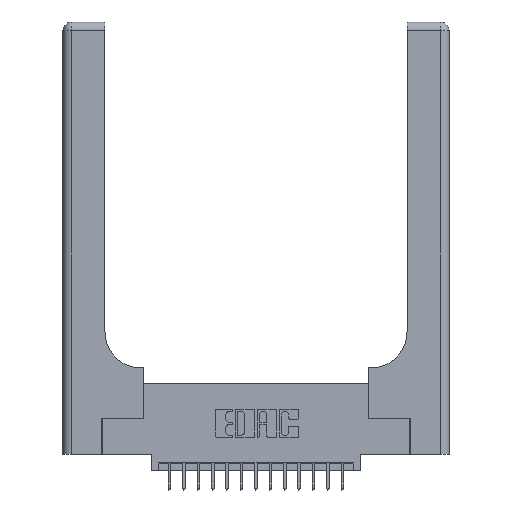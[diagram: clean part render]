
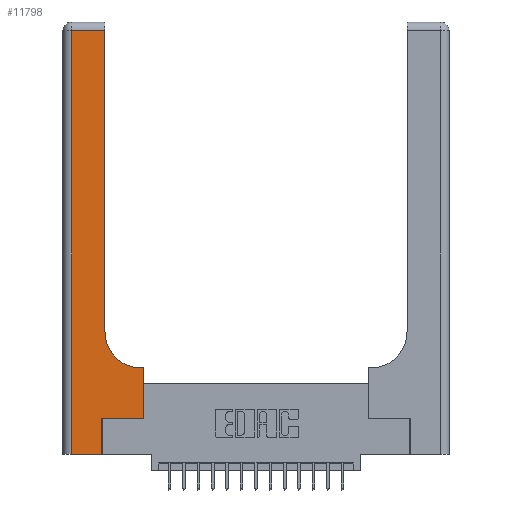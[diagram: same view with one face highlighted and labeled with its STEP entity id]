
A CAD part, top view. The second image highlights one B-rep face of the part: STEP entity #11798.
In plain terms, the highlighted planar face has unit normal (0, 0, 1).
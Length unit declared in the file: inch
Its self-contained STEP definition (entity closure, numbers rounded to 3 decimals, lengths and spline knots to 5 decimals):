
#95 = EDGE_CURVE ( 'NONE', #14000, #17334, #3571, .T. ) ;
#306 = AXIS2_PLACEMENT_3D ( 'NONE', #7346, #6179, #10407 ) ;
#480 = LINE ( 'NONE', #11058, #17532 ) ;
#494 = EDGE_CURVE ( 'NONE', #11610, #12308, #11233, .T. ) ;
#685 = EDGE_CURVE ( 'NONE', #2143, #11610, #12991, .T. ) ;
#869 = CARTESIAN_POINT ( 'NONE',  ( 0.5585, 0.6, 0.37 ) ) ;
#1650 = LINE ( 'NONE', #5819, #13346 ) ;
#2143 = VERTEX_POINT ( 'NONE', #5827 ) ;
#3396 = ORIENTED_EDGE ( 'NONE', *, *, #685, .T. ) ;
#3571 = CIRCLE ( 'NONE', #6101, 0.25 ) ;
#3759 = EDGE_CURVE ( 'NONE', #12308, #14000, #14873, .T. ) ;
#3958 = CARTESIAN_POINT ( 'NONE',  ( 0.06, 0., 0.37 ) ) ;
#4064 = ORIENTED_EDGE ( 'NONE', *, *, #3759, .T. ) ;
#4234 = CARTESIAN_POINT ( 'NONE',  ( 0.2915, 0.85, 0.37 ) ) ;
#4421 = FACE_OUTER_BOUND ( 'NONE', #11046, .T. ) ;
#4453 = VERTEX_POINT ( 'NONE', #18620 ) ;
#4955 = VECTOR ( 'NONE', #19021, 39.37008 ) ;
#4969 = EDGE_CURVE ( 'NONE', #18549, #18887, #480, .T. ) ;
#5345 = LINE ( 'NONE', #13388, #4955 ) ;
#5703 = EDGE_CURVE ( 'NONE', #17334, #8971, #10078, .T. ) ;
#5819 = CARTESIAN_POINT ( 'NONE',  ( 0.269, 0., 0.37 ) ) ;
#5827 = CARTESIAN_POINT ( 'NONE',  ( 0.269, 0.25, 0.37 ) ) ;
#5991 = PLANE ( 'NONE',  #306 ) ;
#6101 = AXIS2_PLACEMENT_3D ( 'NONE', #16407, #13639, #18083 ) ;
#6179 = DIRECTION ( 'NONE',  ( 0., 0., -1. ) ) ;
#6684 = ORIENTED_EDGE ( 'NONE', *, *, #95, .T. ) ;
#7346 = CARTESIAN_POINT ( 'NONE',  ( 0., 3., 0.37 ) ) ;
#7775 = CARTESIAN_POINT ( 'NONE',  ( 0., 2.94, 0.37 ) ) ;
#8132 = ORIENTED_EDGE ( 'NONE', *, *, #14480, .T. ) ;
#8444 = ORIENTED_EDGE ( 'NONE', *, *, #18685, .T. ) ;
#8942 = DIRECTION ( 'NONE',  ( 0., 1., 0. ) ) ;
#8971 = VERTEX_POINT ( 'NONE', #18999 ) ;
#9338 = VECTOR ( 'NONE', #11750, 39.37008 ) ;
#10078 = LINE ( 'NONE', #16007, #9338 ) ;
#10362 = CARTESIAN_POINT ( 'NONE',  ( 0.5415, 0.6, 0.37 ) ) ;
#10407 = DIRECTION ( 'NONE',  ( -1., 0., 0. ) ) ;
#11046 = EDGE_LOOP ( 'NONE', ( #13656, #8444, #17084, #16315, #8132, #3396, #12950, #4064, #6684 ) ) ;
#11058 = CARTESIAN_POINT ( 'NONE',  ( 0., 0., 0.37 ) ) ;
#11233 = LINE ( 'NONE', #17258, #16500 ) ;
#11307 = CARTESIAN_POINT ( 'NONE',  ( 0.5585, 0.25, 0.37 ) ) ;
#11610 = VERTEX_POINT ( 'NONE', #11307 ) ;
#11750 = DIRECTION ( 'NONE',  ( 0., 1., 0. ) ) ;
#11798 = ADVANCED_FACE ( 'NONE', ( #4421 ), #5991, .F. ) ;
#11883 = CARTESIAN_POINT ( 'NONE',  ( 0.269, 0.25, 0.37 ) ) ;
#12308 = VERTEX_POINT ( 'NONE', #869 ) ;
#12950 = ORIENTED_EDGE ( 'NONE', *, *, #494, .T. ) ;
#12991 = LINE ( 'NONE', #11883, #17454 ) ;
#13188 = CARTESIAN_POINT ( 'NONE',  ( 0.269, 0., 0.37 ) ) ;
#13346 = VECTOR ( 'NONE', #8942, 39.37008 ) ;
#13388 = CARTESIAN_POINT ( 'NONE',  ( 0.06, 3., 0.37 ) ) ;
#13497 = CARTESIAN_POINT ( 'NONE',  ( 0.2915, 0.6, 0.37 ) ) ;
#13639 = DIRECTION ( 'NONE',  ( 0., 0., -1. ) ) ;
#13656 = ORIENTED_EDGE ( 'NONE', *, *, #5703, .T. ) ;
#13774 = DIRECTION ( 'NONE',  ( -1., 0., 0. ) ) ;
#14000 = VERTEX_POINT ( 'NONE', #10362 ) ;
#14282 = DIRECTION ( 'NONE',  ( 0., 1., 0. ) ) ;
#14480 = EDGE_CURVE ( 'NONE', #18887, #2143, #1650, .T. ) ;
#14873 = LINE ( 'NONE', #13497, #17803 ) ;
#15351 = LINE ( 'NONE', #7775, #18483 ) ;
#16007 = CARTESIAN_POINT ( 'NONE',  ( 0.2915, 3., 0.37 ) ) ;
#16315 = ORIENTED_EDGE ( 'NONE', *, *, #4969, .T. ) ;
#16407 = CARTESIAN_POINT ( 'NONE',  ( 0.5415, 0.85, 0.37 ) ) ;
#16500 = VECTOR ( 'NONE', #14282, 39.37008 ) ;
#17084 = ORIENTED_EDGE ( 'NONE', *, *, #18517, .T. ) ;
#17167 = DIRECTION ( 'NONE',  ( 1., 0., 0. ) ) ;
#17258 = CARTESIAN_POINT ( 'NONE',  ( 0.5585, 0.25, 0.37 ) ) ;
#17334 = VERTEX_POINT ( 'NONE', #4234 ) ;
#17454 = VECTOR ( 'NONE', #19203, 39.37008 ) ;
#17532 = VECTOR ( 'NONE', #17167, 39.37008 ) ;
#17803 = VECTOR ( 'NONE', #19407, 39.37008 ) ;
#18083 = DIRECTION ( 'NONE',  ( 1., 0., 0. ) ) ;
#18483 = VECTOR ( 'NONE', #13774, 39.37008 ) ;
#18517 = EDGE_CURVE ( 'NONE', #4453, #18549, #5345, .T. ) ;
#18549 = VERTEX_POINT ( 'NONE', #3958 ) ;
#18620 = CARTESIAN_POINT ( 'NONE',  ( 0.06, 2.94, 0.37 ) ) ;
#18685 = EDGE_CURVE ( 'NONE', #8971, #4453, #15351, .T. ) ;
#18887 = VERTEX_POINT ( 'NONE', #13188 ) ;
#18999 = CARTESIAN_POINT ( 'NONE',  ( 0.2915, 2.94, 0.37 ) ) ;
#19021 = DIRECTION ( 'NONE',  ( 0., -1., 0. ) ) ;
#19203 = DIRECTION ( 'NONE',  ( 1., 0., 0. ) ) ;
#19407 = DIRECTION ( 'NONE',  ( -1., 0., 0. ) ) ;
